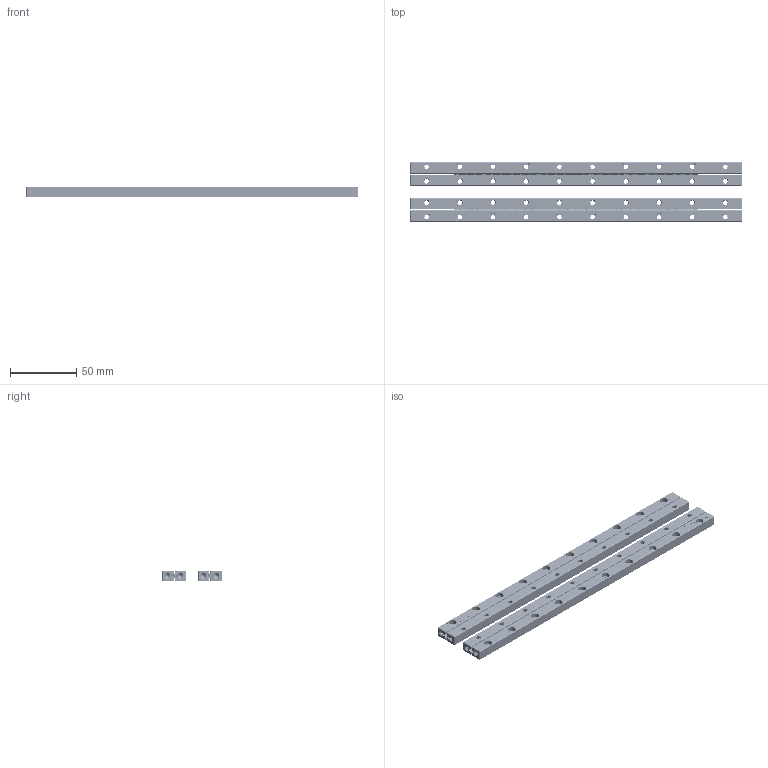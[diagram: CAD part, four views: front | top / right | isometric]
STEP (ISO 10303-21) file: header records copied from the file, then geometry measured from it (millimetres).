
FILE_DESCRIPTION(/* description */ (''),/* implementation_level */ '2;1');
FILE_NAME(/* name */ 'Set RSDE-3250x52KRE-ACC_stp.stp',/* time_stamp */ '2025-03-12T08:37:56+01:00',/* author */ (''),/* organization */ (''),/* preprocessor_version */ 'ST-DEVELOPER v16.7',/* originating_system */ 'SIEMENS PLM Software NX 12.0',/* authorisation */ '');
FILE_SCHEMA (('AUTOMOTIVE_DESIGN { 1 0 10303 214 3 1 1 1 }'));
Products named in the file (1): Set RSDE-3250x52KRE-ACC_stp
Bounding box: 250 x 45 x 8 mm (x, y, z)
Volume: 60924.8 mm3; surface area: 51909.5 mm2
Topology: 128 solids, 128 shells, 7524 faces, 21146 edges, 13902 vertices
Faces by surface type: plane 3704, cylinder 2212, torus 1056, bspline 360, cone 120, extrusion 72
Full cylindrical faces by diameter (mm): 0.45 x448, 1 x8, 2 x104, 2.459 x8, 3 x104, 3.2 x8, 3.3 x40, 6 x40
Entity records: 253008 total; most frequent: CARTESIAN_POINT 53675, ORIENTED_EDGE 39112, DIRECTION 39058, EDGE_CURVE 19556, AXIS2_PLACEMENT_3D 13745, VERTEX_POINT 13404, VECTOR 11568, LINE 11496
